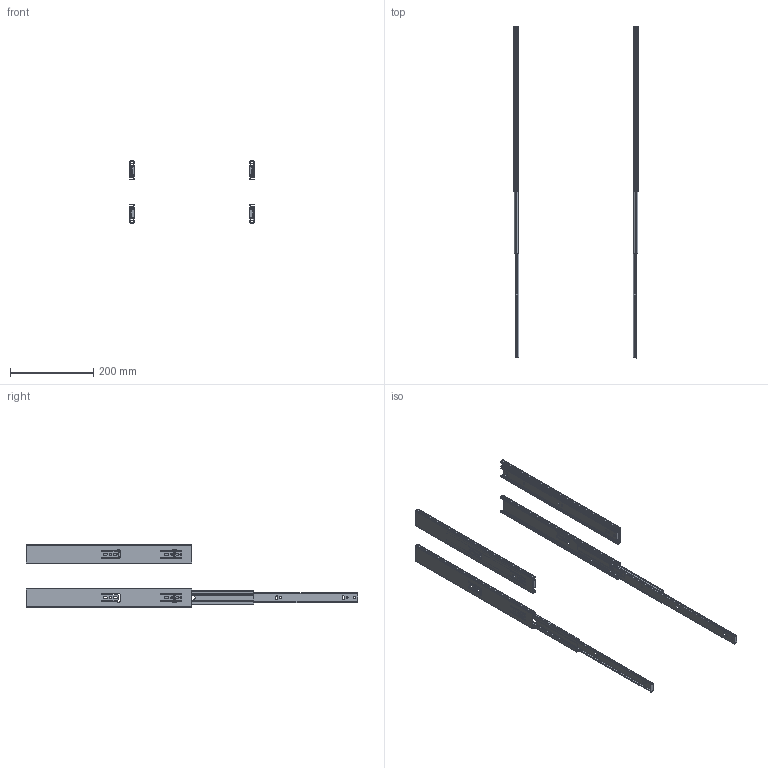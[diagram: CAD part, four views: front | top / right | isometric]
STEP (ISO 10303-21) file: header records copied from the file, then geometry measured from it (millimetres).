
FILE_DESCRIPTION( ( 'Unknown' ), '1' );
FILE_NAME( '35D65-400.stp', 'Unknown', ( 'Unknown' ), ( 'Unknown' ), 'PSStep 14.0', 'Unknown', ' ' );
FILE_SCHEMA( ( 'AUTOMOTIVE_DESIGN { 1 0 10303 214 1 1 1 1 }' ) );
Length unit declared in the file: millimetre
Products named in the file (10): Assem1; 35D65-400; 35D65-400_0; 35D65-400_1; 35D65-400_3_mir1; 35D65-400_5_mir1; 35D65-400_mir; 35D65-400_1_mir; 35D65-400_3_mir11; 35D65-400_5_mir11
Assembly tree (12 placements, depth 2):
  Assem1
    35D65-400
    35D65-400_0  x4
    35D65-400_1
    35D65-400_3_mir1
    35D65-400_5_mir1
    35D65-400_mir
    35D65-400_1_mir
    35D65-400_3_mir11
    35D65-400_5_mir11
Bounding box: 300 x 797 x 150.01 mm (x, y, z)
Volume: 278171.1 mm3; surface area: 453968.4 mm2
Topology: 12 solids, 12 shells, 792 faces, 2312 edges, 1528 vertices
Faces by surface type: cylinder 408, plane 384
Full cylindrical faces by diameter (mm): 4.6 x20, 5 x4, 6.4 x8
Entity records: 40939 total; most frequent: DIRECTION 4038, CARTESIAN_POINT 3959, ORIENTED_EDGE 3912, PRESENTATION_STYLE_ASSIGNMENT 3321, COLOUR_RGB 3321, STYLED_ITEM 2643, CURVE_STYLE 2643, DRAUGHTING_PRE_DEFINED_CURVE_FONT 2643
